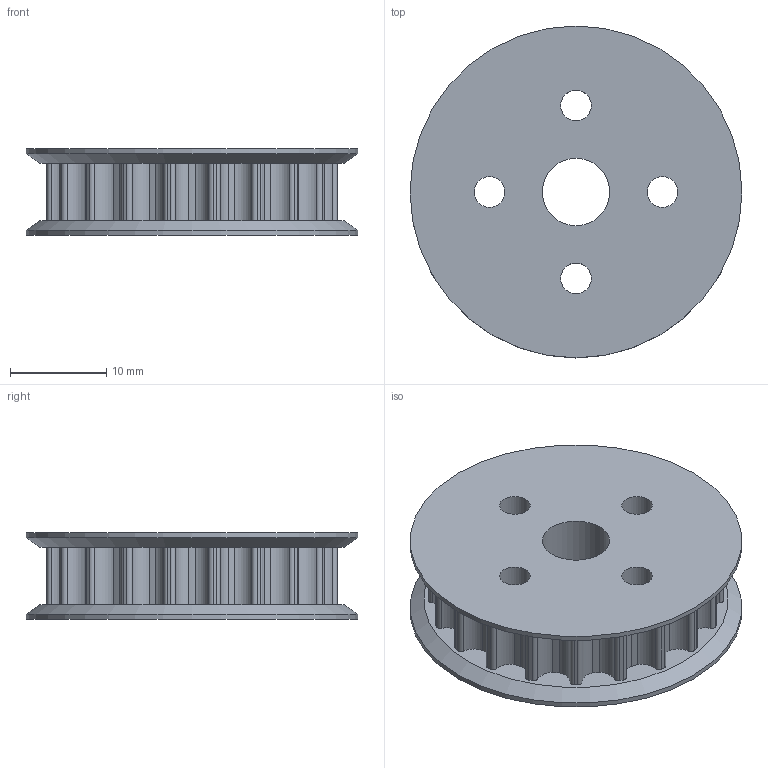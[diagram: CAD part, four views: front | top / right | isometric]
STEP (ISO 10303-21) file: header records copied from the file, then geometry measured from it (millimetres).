
FILE_DESCRIPTION(/* description */ ('STEP AP242 Edition 2'),/* implementation_level */ '2;1');
FILE_NAME(/* name */ '',/* time_stamp */ '2025-12-06T18:03:49+03:00',/* author */ ('Phantom'),/* organization */ (''),/* preprocessor_version */ 'ST-DEVELOPER v20.1',/* originating_system */ 'Autodesk Inventor 2026',/* authorisation */ ' ');
FILE_SCHEMA (('AUTOMOTIVE_DESIGN { 1 0 10303 214 3 1 1 }'));
Length unit declared in the file: millimetre
Products named in the file (1): шкив узкий
Bounding box: 34.54 x 34.54 x 9 mm (x, y, z)
Volume: 5779.3 mm3; surface area: 3897.9 mm2
Topology: 1 solids, 1 shells, 133 faces, 387 edges, 258 vertices
Faces by surface type: cylinder 127, plane 4, cone 2
Full cylindrical faces by diameter (mm): 3.2 x4, 7 x1, 34.544 x2
Entity records: 4631 total; most frequent: DIRECTION 913, CARTESIAN_POINT 779, ORIENTED_EDGE 774, AXIS2_PLACEMENT_3D 392, EDGE_CURVE 387, CIRCLE 258, VERTEX_POINT 258, EDGE_LOOP 145
